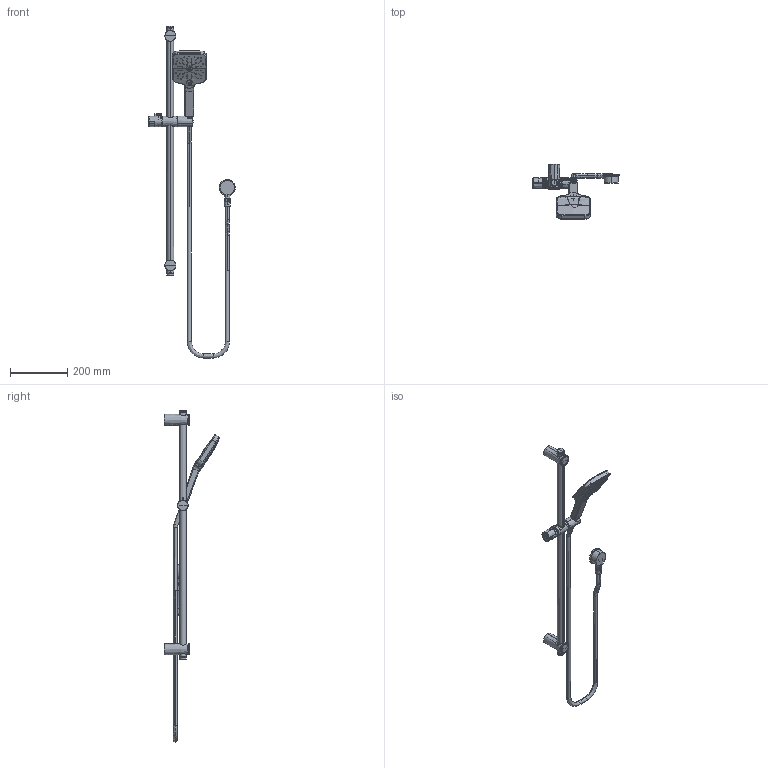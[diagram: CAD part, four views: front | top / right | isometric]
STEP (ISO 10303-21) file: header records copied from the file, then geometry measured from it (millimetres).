
FILE_DESCRIPTION(/* description */ (''),/* implementation_level */ '2;1');
FILE_NAME(/* name */ 'd755_tx_68w_05_re_asm',/* time_stamp */ '2024-05-31T14:44:38+10:00',/* author */ (''),/* organization */ (''),/* preprocessor_version */ 'ST-DEVELOPER v16.5',/* originating_system */ 'Rhino 7.23',/* authorisation */ '');
FILE_SCHEMA (('AUTOMOTIVE_DESIGN'));
Length unit declared in the file: millimetre
Products named in the file (49): Document; D755_TX_68W_05_RE_ASM_9_ASM; R301201TUBE_ASM_1_ASM; R301201-01ZHIGUAN_1; R301101-05GUANGAI_1; R301101SHANGQIANGZUO_ASM_1_ASM; R301101-01QIANGZUO_1; R301101-02QIANGZUOGAI_1; R910001_ASM_2_ASM; R910001-03MOCAPIAN_19; R910001-07ZHONGZUO_15; R910001-02GUDINGJIAN_112; R910001-10LUODING_4_0X25_113; R910001-06NEITAO_16; R910001-04SONGJINLUOMU_115; R910001-05LIANJIEZUO_17; R910001-09XIANGJIAN_18; R910001-08XUNNIU_118; R910001-11LUODING_4_2X16_110; R910001-12SHOWERHOLDER_111; 80_0213_ASM_1_ASM; P100004-01_ASM_2_ASM; P100004-01-01_1; P100004-01-02_1; P100004-01-03_1; P100004-01-04_1; P100004-02_1; PVC_450_ASM_1_ASM; TUBE__3; OVERMOLD1__116; FENGTAO1__117; 01_348_01_352__1; ST1124_50_NEW_REECE_120_3S_SW_1_ASM30; S177301-01_1_119; S177301-02_1_120; S177301-06_1_121; S177301-04_1_122; S177301-05_1_123; S177301-03_1_124; S167301-07_1_125 ...
Assembly tree (51 placements, depth 5):
  Document
    D755_TX_68W_05_RE_ASM_9_ASM
      R301201TUBE_ASM_1_ASM
        R301201-01ZHIGUAN_1
        R301101-05GUANGAI_1  x2
      R301101SHANGQIANGZUO_ASM_1_ASM  x2
        R301101-01QIANGZUO_1
        R301101-02QIANGZUOGAI_1
      R910001_ASM_2_ASM
        R910001-03MOCAPIAN_19
        R910001-07ZHONGZUO_15
        R910001-02GUDINGJIAN_112
        R910001-10LUODING_4_0X25_113
        R910001-06NEITAO_16
        R910001-04SONGJINLUOMU_115
        R910001-05LIANJIEZUO_17
        R910001-09XIANGJIAN_18
        R910001-08XUNNIU_118
        R910001-11LUODING_4_2X16_110
        R910001-12SHOWERHOLDER_111
      80_0213_ASM_1_ASM
        P100004-01_ASM_2_ASM
          P100004-01-01_1
          P100004-01-02_1
          P100004-01-03_1
          P100004-01-04_1
        P100004-02_1
      PVC_450_ASM_1_ASM
        TUBE__3
        OVERMOLD1__116
        FENGTAO1__117
        01_348_01_352__1
      ST1124_50_NEW_REECE_120_3S_SW_1_ASM30
        S177301-01_1_119
        S177301-02_1_120
        S177301-06_1_121
        S177301-04_1_122
        S177301-05_1_123
        S177301-03_1_124
        S167301-07_1_125
        01_1542_CP_ST1013_01_PIN_DE_1_126
        01_1544_INS_BUT_3S_SWIRL_1_ASM__ASM29
          01_1544_INS_BUT_3S_SWIRL_1_1_127
          01_1544_INS_BUT_3S_SWIRL_1_2_12
        NEW_STRUCTURE_BUTTON_COVER_1_14
        04_0165_PIATTELLO_DEV_CON_GUARN_ASM28
          01_1543_CP_ST1013_01_PLATE_DE_11
          02_0371_GUARNIZIONE_DEVIATORE_13
        01_1539_GIRANTE_VORTEX_1_114
      01_348_01_352__1
Bounding box: 304.79 x 193.63 x 1164.7 mm (x, y, z)
Volume: 569413.2 mm3; surface area: 611372.3 mm2
Topology: 40 solids, 42 shells, 4990 faces, 14085 edges, 9151 vertices
Faces by surface type: cylinder 1836, bspline 1634, plane 1520
Entity records: 287151 total; most frequent: CARTESIAN_POINT 204600, ORIENTED_EDGE 26146, EDGE_CURVE 13097, VERTEX_POINT 8566, B_SPLINE_CURVE_WITH_KNOTS 8358, EDGE_LOOP 5215, ADVANCED_FACE 4694, FACE_OUTER_BOUND 4694
